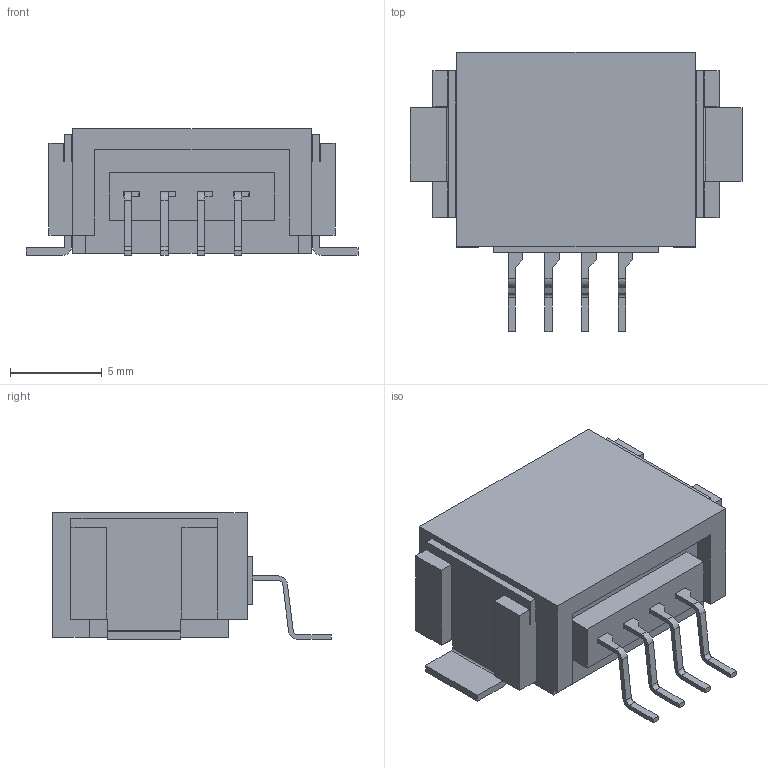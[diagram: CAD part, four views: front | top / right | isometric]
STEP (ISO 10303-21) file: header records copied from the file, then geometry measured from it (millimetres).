
FILE_DESCRIPTION(('FreeCAD Model'),'2;1');
FILE_NAME('SM04B1-CPTK-1A-TB.step','2017-07-16T01:24:38',('Author'),( ''),'Open CASCADE STEP processor 6.8','FreeCAD','Unknown');
FILE_SCHEMA(('AUTOMOTIVE_DESIGN_CC2 { 1 2 10303 214 -1 1 5 4 }'));
Length unit declared in the file: millimetre
Products named in the file (1): Compound
Bounding box: 18.1 x 15.2 x 6.91 mm (x, y, z)
Volume: 645.5 mm3; surface area: 1388.6 mm2
Topology: 5 solids, 5 shells, 246 faces, 702 edges, 464 vertices
Faces by surface type: plane 226, cylinder 20
Entity records: 20568 total; most frequent: CARTESIAN_POINT 4857, DIRECTION 2540, LINE 1946, VECTOR 1946, ORIENTED_EDGE 1404, PCURVE 1404, DEFINITIONAL_REPRESENTATION 1404, EDGE_CURVE 702
